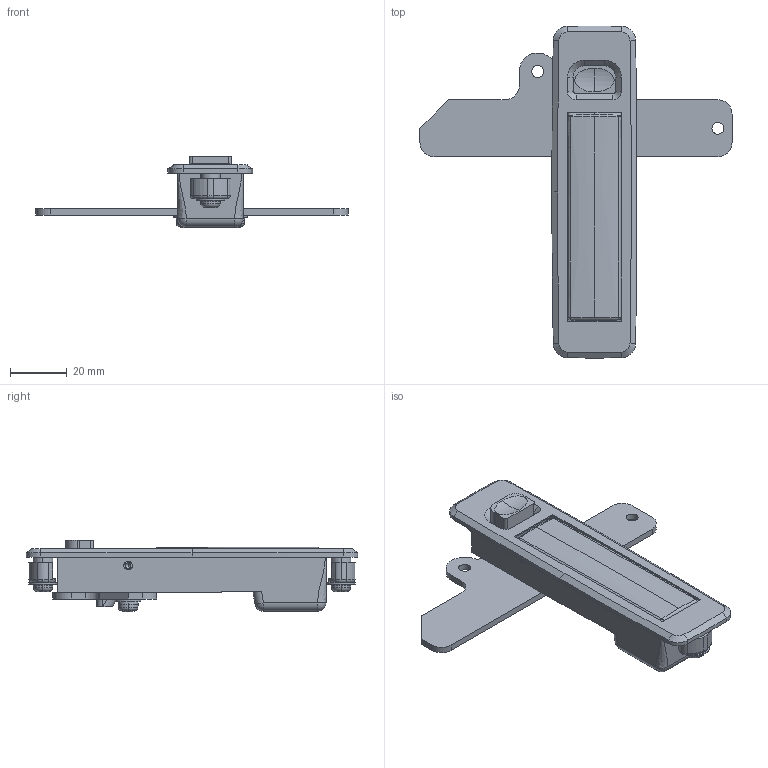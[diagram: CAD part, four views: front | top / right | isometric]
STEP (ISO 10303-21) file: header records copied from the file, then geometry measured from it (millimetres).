
FILE_DESCRIPTION (( 'STEP AP203' ), '1' );
FILE_NAME ('A-160-A-2-2.STEP', '2020-12-21T05:24:33', ( '' ), ( '' ), 'SwSTEP 2.0', 'SolidWorks 2018', '' );
FILE_SCHEMA (( 'CONFIG_CONTROL_DESIGN' ));
Length unit declared in the file: millimetre
Products named in the file (10): A-160-A-2-2_十字穴付小ねじ_内径基準ver1.04__M4x8十字穴付なべ小ねじ(鉄)ダブルセムス(P3); A-160-A-2-2; A-160-A-2-2_ボタン_; A-160-A-2-2_本体_; A-160-A-2-2_裏板_; A-160-A-2-2_TP偹偠_; A-160-A-2-2_止め金_; A-160-A-2-2_オワンワッシャー(M4)誠信_; A-160-A-2-2_ハンドル_; A-160-A-2-2_ハンドルシャフト_
Assembly tree (12 placements, depth 2):
  A-160-A-2-2
    A-160-A-2-2_本体_
    A-160-A-2-2_ハンドル_
    A-160-A-2-2_ハンドルシャフト_
    A-160-A-2-2_ボタン_
    A-160-A-2-2_裏板_
    A-160-A-2-2_止め金_
    A-160-A-2-2_十字穴付小ねじ_内径基準ver1.04__M4x8十字穴付なべ小ねじ(鉄)ダブルセムス(P3)  x2
    A-160-A-2-2_オワンワッシャー(M4)誠信_  x2
    A-160-A-2-2_TP偹偠_  x2
Bounding box: 110 x 116.97 x 25.35 mm (x, y, z)
Volume: 37120.3 mm3; surface area: 29887.4 mm2
Topology: 12 solids, 12 shells, 521 faces, 1370 edges, 875 vertices
Faces by surface type: plane 246, cylinder 168, cone 41, torus 32, sphere 18, bspline 16
Entity records: 15425 total; most frequent: CARTESIAN_POINT 4140, ORIENTED_EDGE 2148, DIRECTION 2128, EDGE_CURVE 1074, AXIS2_PLACEMENT_3D 754, VERTEX_POINT 691, LINE 620, VECTOR 620
